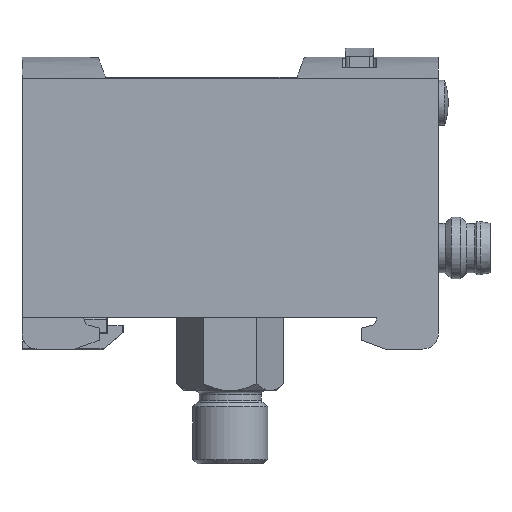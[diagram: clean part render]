
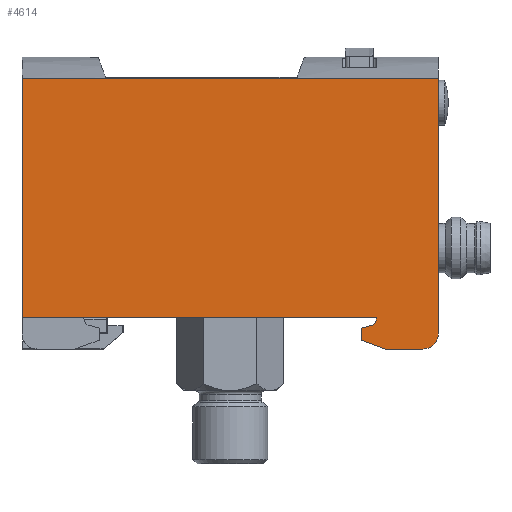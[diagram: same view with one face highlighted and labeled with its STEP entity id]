
A CAD part, left-side view. The second image highlights one B-rep face of the part: STEP entity #4614.
In plain terms, the highlighted planar face has unit normal (-1, 0, 0).
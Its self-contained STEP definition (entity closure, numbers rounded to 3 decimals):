
#166=LINE('',#6101,#470);
#184=LINE('',#6140,#488);
#308=LINE('',#6684,#612);
#311=LINE('',#6690,#615);
#314=LINE('',#6696,#618);
#317=LINE('',#6702,#621);
#319=LINE('',#6708,#623);
#341=LINE('',#6781,#645);
#470=VECTOR('',#5089,1000.);
#488=VECTOR('',#5111,1000.);
#612=VECTOR('',#5521,1000.);
#615=VECTOR('',#5526,1000.);
#618=VECTOR('',#5531,1000.);
#621=VECTOR('',#5536,1000.);
#623=VECTOR('',#5546,1000.);
#645=VECTOR('',#5630,1000.);
#1268=ORIENTED_EDGE('',*,*,#1737,.F.);
#1269=ORIENTED_EDGE('',*,*,#1994,.F.);
#1270=ORIENTED_EDGE('',*,*,#1995,.F.);
#1271=ORIENTED_EDGE('',*,*,#1947,.F.);
#1272=ORIENTED_EDGE('',*,*,#1950,.F.);
#1273=ORIENTED_EDGE('',*,*,#1953,.F.);
#1274=ORIENTED_EDGE('',*,*,#1956,.T.);
#1275=ORIENTED_EDGE('',*,*,#1958,.T.);
#1276=ORIENTED_EDGE('',*,*,#1718,.T.);
#1277=ORIENTED_EDGE('',*,*,#1960,.F.);
#1718=EDGE_CURVE('',#2190,#2189,#166,.T.);
#1737=EDGE_CURVE('',#2208,#2209,#184,.T.);
#1947=EDGE_CURVE('',#2358,#2356,#308,.T.);
#1950=EDGE_CURVE('',#2360,#2358,#311,.T.);
#1953=EDGE_CURVE('',#2362,#2360,#314,.T.);
#1956=EDGE_CURVE('',#2362,#2364,#317,.T.);
#1958=EDGE_CURVE('',#2364,#2190,#2568,.F.);
#1960=EDGE_CURVE('',#2209,#2189,#319,.T.);
#1994=EDGE_CURVE('',#2385,#2208,#341,.T.);
#1995=EDGE_CURVE('',#2356,#2385,#2581,.F.);
#2189=VERTEX_POINT('',#6100);
#2190=VERTEX_POINT('',#6102);
#2208=VERTEX_POINT('',#6139);
#2209=VERTEX_POINT('',#6141);
#2356=VERTEX_POINT('',#6679);
#2358=VERTEX_POINT('',#6683);
#2360=VERTEX_POINT('',#6689);
#2362=VERTEX_POINT('',#6695);
#2364=VERTEX_POINT('',#6701);
#2385=VERTEX_POINT('',#6782);
#2568=CIRCLE('',#4878,2.);
#2581=CIRCLE('',#4911,1.1);
#2776=EDGE_LOOP('',(#1268,#1269,#1270,#1271,#1272,#1273,#1274,#1275,#1276,
#1277));
#3052=FACE_BOUND('',#2776,.T.);
#3251=PLANE('',#4910);
#4614=ADVANCED_FACE('',(#3052),#3251,.F.);
#4878=AXIS2_PLACEMENT_3D('',#6705,#5541,#5542);
#4910=AXIS2_PLACEMENT_3D('',#6780,#5628,#5629);
#4911=AXIS2_PLACEMENT_3D('',#6783,#5631,#5632);
#5089=DIRECTION('',(0.,0.,1.));
#5111=DIRECTION('',(0.,0.,1.));
#5521=DIRECTION('',(0.,-0.966,0.259));
#5526=DIRECTION('',(0.,0.,1.));
#5531=DIRECTION('',(0.,0.94,0.342));
#5536=DIRECTION('',(0.,-1.,0.));
#5541=DIRECTION('',(1.,0.,0.));
#5542=DIRECTION('',(0.,0.,-1.));
#5546=DIRECTION('',(0.,-1.,0.));
#5628=DIRECTION('',(1.,0.,0.));
#5629=DIRECTION('',(0.,0.,-1.));
#5630=DIRECTION('',(0.,1.,0.));
#5631=DIRECTION('',(1.,0.,0.));
#5632=DIRECTION('',(0.,0.,-1.));
#6100=CARTESIAN_POINT('',(-16.,0.,16.105));
#6101=CARTESIAN_POINT('',(-16.,0.,-19.));
#6102=CARTESIAN_POINT('',(-16.,0.,-17.));
#6139=CARTESIAN_POINT('',(-16.,54.,-14.9));
#6140=CARTESIAN_POINT('',(-16.,54.,-19.));
#6141=CARTESIAN_POINT('',(-16.,54.,16.105));
#6679=CARTESIAN_POINT('',(-16.,8.563,-15.895));
#6683=CARTESIAN_POINT('',(-16.,10.,-16.28));
#6684=CARTESIAN_POINT('',(-16.,51.733,-27.462));
#6689=CARTESIAN_POINT('',(-16.,10.,-17.85));
#6690=CARTESIAN_POINT('',(-16.,10.,-19.));
#6695=CARTESIAN_POINT('',(-16.,6.84,-19.));
#6696=CARTESIAN_POINT('',(-16.,48.483,-3.843));
#6701=CARTESIAN_POINT('',(-16.,2.,-19.));
#6702=CARTESIAN_POINT('',(-16.,54.,-19.));
#6705=CARTESIAN_POINT('',(-16.,2.,-17.));
#6708=CARTESIAN_POINT('',(-16.,54.,16.105));
#6780=CARTESIAN_POINT('',(-16.,54.,-19.));
#6781=CARTESIAN_POINT('',(-16.,54.,-14.9));
#6782=CARTESIAN_POINT('',(-16.,8.,-14.9));
#6783=CARTESIAN_POINT('',(-16.,9.099,-14.935));
